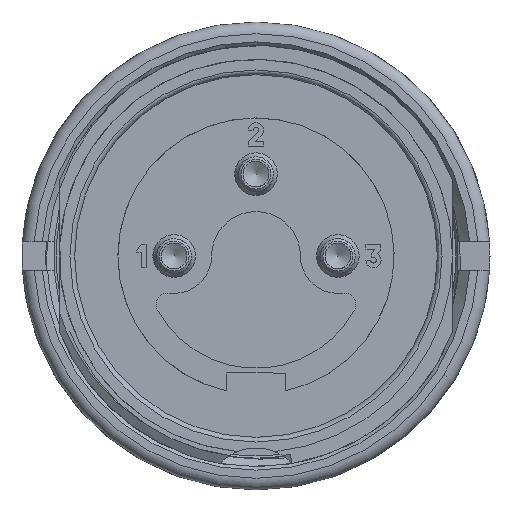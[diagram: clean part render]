
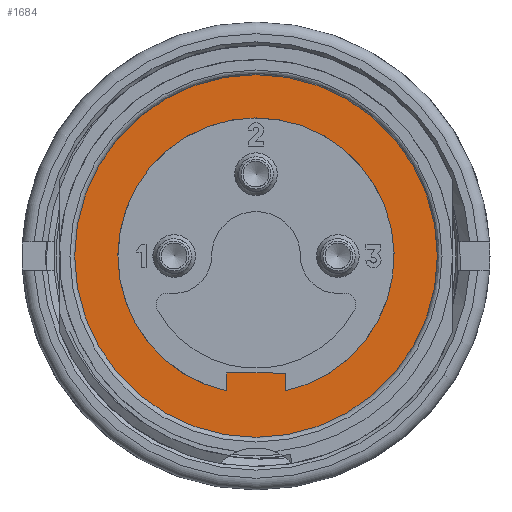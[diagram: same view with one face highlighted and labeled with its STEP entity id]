
A CAD part, left-side view. The second image highlights one B-rep face of the part: STEP entity #1684.
In plain terms, the highlighted planar face has unit normal (-1, 0, 0).
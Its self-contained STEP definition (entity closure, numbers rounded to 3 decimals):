
#807=PLANE('',#5292);
#1218=LINE('',#6695,#1457);
#1221=LINE('',#6701,#1460);
#1225=LINE('',#6715,#1464);
#1457=VECTOR('',#5759,1.);
#1460=VECTOR('',#5764,1.);
#1464=VECTOR('',#5778,1.);
#1684=ADVANCED_FACE('',(#1950,#1951),#807,.T.);
#1950=FACE_BOUND('',#2123,.T.);
#1951=FACE_BOUND('',#2124,.T.);
#2123=EDGE_LOOP('',(#2642,#2643,#2644,#2645));
#2124=EDGE_LOOP('',(#2646));
#2642=ORIENTED_EDGE('',*,*,#4430,.F.);
#2643=ORIENTED_EDGE('',*,*,#4440,.F.);
#2644=ORIENTED_EDGE('',*,*,#4436,.T.);
#2645=ORIENTED_EDGE('',*,*,#4433,.F.);
#2646=ORIENTED_EDGE('',*,*,#4463,.T.);
#3904=VERTEX_POINT('',#6694);
#3905=VERTEX_POINT('',#6696);
#3907=VERTEX_POINT('',#6702);
#3909=VERTEX_POINT('',#6708);
#3926=VERTEX_POINT('',#6763);
#4430=EDGE_CURVE('',#3904,#3905,#1218,.T.);
#4433=EDGE_CURVE('',#3905,#3907,#1221,.T.);
#4436=EDGE_CURVE('',#3909,#3907,#5086,.T.);
#4440=EDGE_CURVE('',#3909,#3904,#1225,.T.);
#4463=EDGE_CURVE('',#3926,#3926,#5089,.T.);
#5086=CIRCLE('',#5277,5.9);
#5089=CIRCLE('',#5291,7.75);
#5277=AXIS2_PLACEMENT_3D('',#6707,#5769,#5770);
#5291=AXIS2_PLACEMENT_3D('',#6762,#5821,#5822);
#5292=AXIS2_PLACEMENT_3D('',#6764,#5823,#5824);
#5759=DIRECTION('',(0.,-1.,0.));
#5764=DIRECTION('',(0.,0.,-1.));
#5769=DIRECTION('',(1.,0.,0.));
#5770=DIRECTION('',(0.,0.,1.));
#5778=DIRECTION('',(0.,0.,1.));
#5821=DIRECTION('',(-1.,0.,0.));
#5822=DIRECTION('',(0.,-1.,0.));
#5823=DIRECTION('',(-1.,0.,0.));
#5824=DIRECTION('',(0.,0.,1.));
#6694=CARTESIAN_POINT('',(3.5,1.253,-5.));
#6695=CARTESIAN_POINT('',(3.5,1.253,-5.));
#6696=CARTESIAN_POINT('',(3.5,-1.253,-5.));
#6701=CARTESIAN_POINT('',(3.5,-1.253,-6.478));
#6702=CARTESIAN_POINT('',(3.5,-1.253,-5.765));
#6707=CARTESIAN_POINT('',(3.5,0.,0.));
#6708=CARTESIAN_POINT('',(3.5,1.253,-5.765));
#6715=CARTESIAN_POINT('',(3.5,1.253,-4.9));
#6762=CARTESIAN_POINT('',(3.5,0.,0.));
#6763=CARTESIAN_POINT('',(3.5,-7.75,0.));
#6764=CARTESIAN_POINT('',(3.5,0.,0.));
